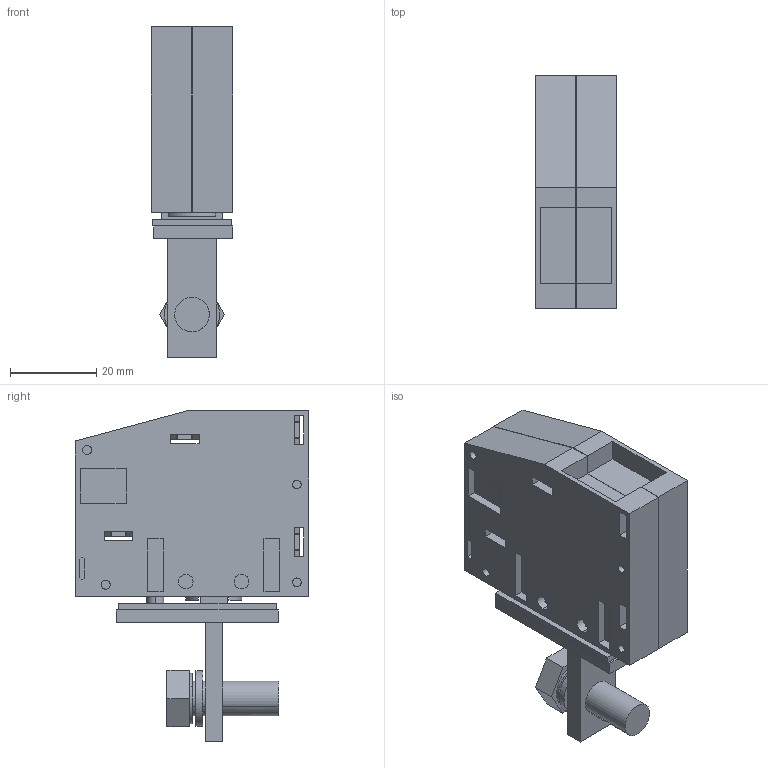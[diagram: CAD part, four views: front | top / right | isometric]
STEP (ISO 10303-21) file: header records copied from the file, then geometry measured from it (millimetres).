
FILE_DESCRIPTION(('CATIA V5 STEP Exchange','CAx-IF Rec.Pracs.--- Model Styling and Organization---1.2---2011-12-15'),'2;1');
FILE_NAME ('D1461995_0', '2017-07-21T09:13:05+00:00', ('none'), ('Weidmueller'), 'CATIA Version 5-6 Release 2014', 'CATIA V5 STEP AP214', 'none');
FILE_SCHEMA(('AUTOMOTIVE_DESIGN { 1 0 10303 214 1 1 1 1 }'));
Length unit declared in the file: millimetre
Products named in the file (1): 2428280000
Bounding box: 18.8 x 54 x 76.5 mm (x, y, z)
Volume: 44390.1 mm3; surface area: 17613.3 mm2
Topology: 5 solids, 5 shells, 343 faces, 881 edges, 584 vertices
Faces by surface type: plane 307, cylinder 34, extrusion 2
Entity records: 10148 total; most frequent: CARTESIAN_POINT 1882, ORIENTED_EDGE 1762, DIRECTION 1341, EDGE_CURVE 881, VECTOR 807, LINE 805, VERTEX_POINT 584, EDGE_LOOP 395
